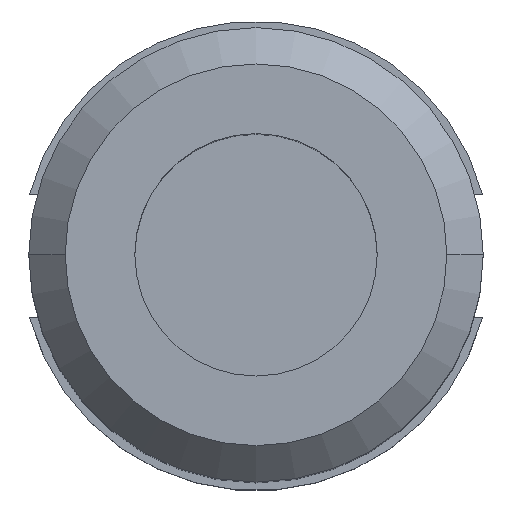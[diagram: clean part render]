
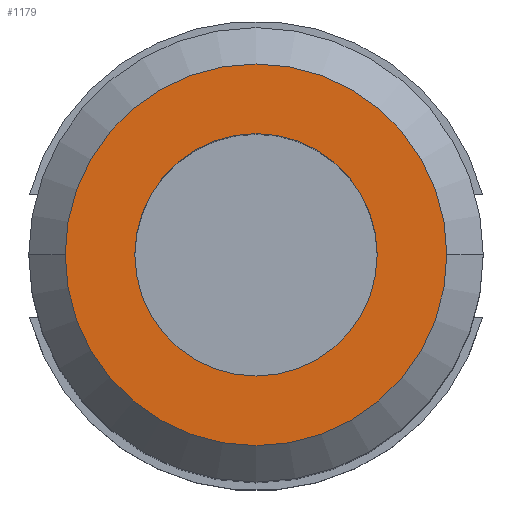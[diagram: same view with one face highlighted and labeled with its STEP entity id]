
A CAD part, top view. The second image highlights one B-rep face of the part: STEP entity #1179.
In plain terms, the highlighted planar face has unit normal (0, 0, 1).
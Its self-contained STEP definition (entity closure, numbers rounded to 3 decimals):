
#117 = CARTESIAN_POINT ( 'NONE',  ( 25.4, 0., 152.4 ) ) ;
#189 = DIRECTION ( 'NONE',  ( 0., 0., 1. ) ) ;
#213 = ORIENTED_EDGE ( 'NONE', *, *, #244, .T. ) ;
#235 = ORIENTED_EDGE ( 'NONE', *, *, #384, .T. ) ;
#237 = DIRECTION ( 'NONE',  ( 1., 0., 0. ) ) ;
#244 = EDGE_CURVE ( 'NONE', #669, #909, #1219, .T. ) ;
#367 = CARTESIAN_POINT ( 'NONE',  ( 0., 0., 152.4 ) ) ;
#384 = EDGE_CURVE ( 'NONE', #1567, #1530, #1734, .T. ) ;
#390 = CARTESIAN_POINT ( 'NONE',  ( -25.4, 0., 152.4 ) ) ;
#446 = CARTESIAN_POINT ( 'NONE',  ( 40., 0., 152.4 ) ) ;
#480 = CARTESIAN_POINT ( 'NONE',  ( 0., 0., 152.4 ) ) ;
#496 = AXIS2_PLACEMENT_3D ( 'NONE', #480, #1010, #906 ) ;
#592 = EDGE_LOOP ( 'NONE', ( #649, #235 ) ) ;
#645 = AXIS2_PLACEMENT_3D ( 'NONE', #1649, #924, #237 ) ;
#649 = ORIENTED_EDGE ( 'NONE', *, *, #1236, .T. ) ;
#661 = PLANE ( 'NONE',  #645 ) ;
#669 = VERTEX_POINT ( 'NONE', #446 ) ;
#714 = CARTESIAN_POINT ( 'NONE',  ( -40., 0., 152.4 ) ) ;
#811 = DIRECTION ( 'NONE',  ( -1., 0., 0. ) ) ;
#882 = FACE_BOUND ( 'NONE', #592, .T. ) ;
#906 = DIRECTION ( 'NONE',  ( 1., 0., 0. ) ) ;
#909 = VERTEX_POINT ( 'NONE', #714 ) ;
#924 = DIRECTION ( 'NONE',  ( 0., 0., 1. ) ) ;
#939 = CIRCLE ( 'NONE', #1478, 25.4 ) ;
#981 = AXIS2_PLACEMENT_3D ( 'NONE', #367, #1606, #1157 ) ;
#990 = CIRCLE ( 'NONE', #1051, 40. ) ;
#995 = DIRECTION ( 'NONE',  ( 1., 0., 0. ) ) ;
#1010 = DIRECTION ( 'NONE',  ( 0., 0., 1. ) ) ;
#1051 = AXIS2_PLACEMENT_3D ( 'NONE', #1723, #189, #995 ) ;
#1108 = ORIENTED_EDGE ( 'NONE', *, *, #1358, .T. ) ;
#1157 = DIRECTION ( 'NONE',  ( -1., 0., 0. ) ) ;
#1179 = ADVANCED_FACE ( 'NONE', ( #882, #1743 ), #661, .T. ) ;
#1215 = EDGE_LOOP ( 'NONE', ( #1108, #213 ) ) ;
#1219 = CIRCLE ( 'NONE', #496, 40. ) ;
#1236 = EDGE_CURVE ( 'NONE', #1530, #1567, #939, .T. ) ;
#1358 = EDGE_CURVE ( 'NONE', #909, #669, #990, .T. ) ;
#1478 = AXIS2_PLACEMENT_3D ( 'NONE', #1652, #1694, #811 ) ;
#1530 = VERTEX_POINT ( 'NONE', #390 ) ;
#1567 = VERTEX_POINT ( 'NONE', #117 ) ;
#1606 = DIRECTION ( 'NONE',  ( 0., 0., -1. ) ) ;
#1649 = CARTESIAN_POINT ( 'NONE',  ( 0., 40., 152.4 ) ) ;
#1652 = CARTESIAN_POINT ( 'NONE',  ( 0., 0., 152.4 ) ) ;
#1694 = DIRECTION ( 'NONE',  ( 0., 0., -1. ) ) ;
#1723 = CARTESIAN_POINT ( 'NONE',  ( 0., 0., 152.4 ) ) ;
#1734 = CIRCLE ( 'NONE', #981, 25.4 ) ;
#1743 = FACE_OUTER_BOUND ( 'NONE', #1215, .T. ) ;
